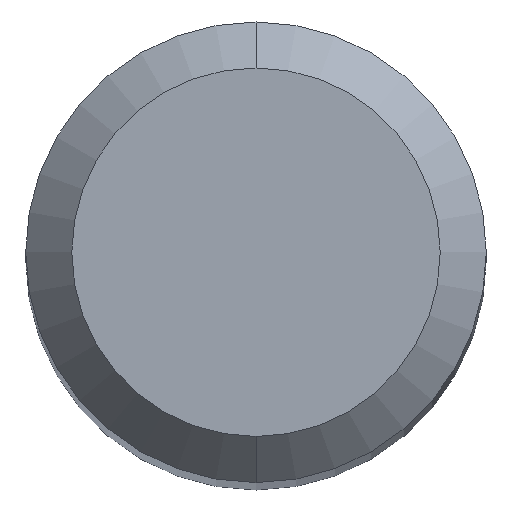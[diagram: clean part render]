
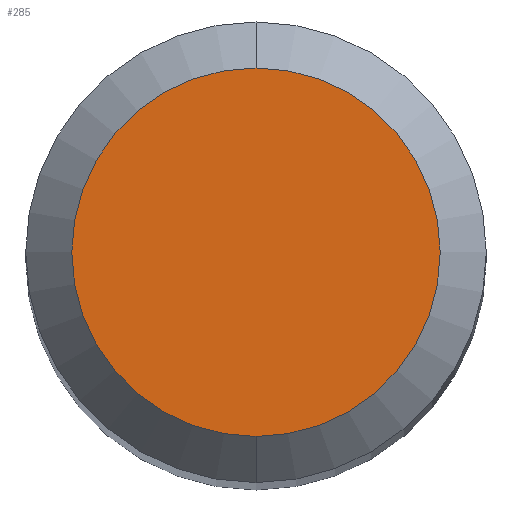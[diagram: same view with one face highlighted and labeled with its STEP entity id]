
A CAD part, top view. The second image highlights one B-rep face of the part: STEP entity #285.
In plain terms, the highlighted planar face has unit normal (0, 0, 1).
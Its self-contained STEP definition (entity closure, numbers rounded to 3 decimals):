
#191=EDGE_CURVE('',#437,#277,#499,.T.);
#277=VERTEX_POINT('',#592);
#285=ADVANCED_FACE('',(#601),#602,.T.);
#437=VERTEX_POINT('',#773);
#461=EDGE_CURVE('',#277,#437,#798,.T.);
#499=CIRCLE('',#832,1.2);
#592=CARTESIAN_POINT('',(0.,-1.2,0.0));
#601=FACE_OUTER_BOUND('',#1016,.T.);
#602=PLANE('',#1017);
#773=CARTESIAN_POINT('',(0.0,1.2,0.0));
#798=CIRCLE('',#1441,1.2);
#832=AXIS2_PLACEMENT_3D('',#1457,#1458,#1459);
#1016=EDGE_LOOP('',(#1567,#1568));
#1017=AXIS2_PLACEMENT_3D('',#1569,#1570,#1571);
#1441=AXIS2_PLACEMENT_3D('',#1802,#1803,#1804);
#1457=CARTESIAN_POINT('',(0.0,0.0,0.0));
#1458=DIRECTION('',(0.0,0.0,-1.0));
#1459=DIRECTION('',(0.0,1.0,0.0));
#1567=ORIENTED_EDGE('',*,*,#191,.F.);
#1568=ORIENTED_EDGE('',*,*,#461,.F.);
#1569=CARTESIAN_POINT('',(0.0,0.6,0.0));
#1570=DIRECTION('',(-0.0,0.0,1.0));
#1571=DIRECTION('',(0.0,-1.0,0.0));
#1802=CARTESIAN_POINT('',(0.0,0.0,0.0));
#1803=DIRECTION('',(0.0,0.0,-1.0));
#1804=DIRECTION('',(0.0,1.0,0.0));
